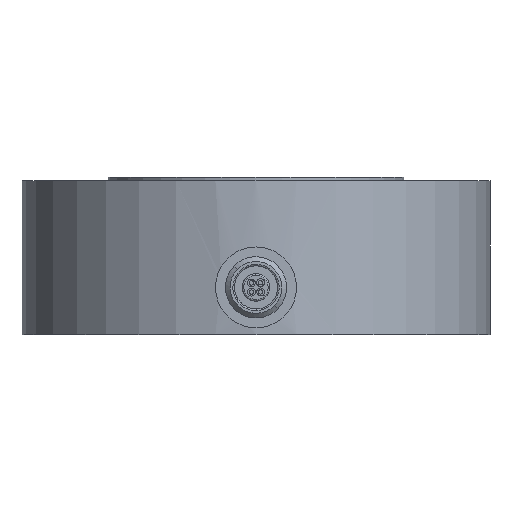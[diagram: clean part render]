
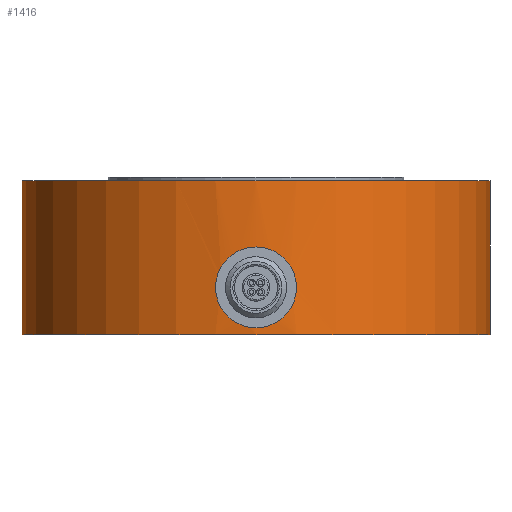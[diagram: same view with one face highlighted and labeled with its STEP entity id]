
A CAD part, front view. The second image highlights one B-rep face of the part: STEP entity #1416.
In plain terms, the highlighted cylindrical face has radius 37.846 mm (diameter 75.692 mm), a full revolution.
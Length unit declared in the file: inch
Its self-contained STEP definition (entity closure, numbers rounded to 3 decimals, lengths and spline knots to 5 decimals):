
#954=CARTESIAN_POINT('',(4.08569,-1.49,-1.77213));
#955=VERTEX_POINT('',#954);
#964=CARTESIAN_POINT('',(4.08569,-1.49,-1.31513));
#965=VERTEX_POINT('',#964);
#966=CARTESIAN_POINT('',(4.08569,-1.49,-1.31513));
#967=CARTESIAN_POINT('',(4.11443,-1.49,-1.31513));
#968=CARTESIAN_POINT('',(4.14505,-1.48908,-1.32088));
#969=CARTESIAN_POINT('',(4.20134,-1.48577,-1.34421));
#970=CARTESIAN_POINT('',(4.227,-1.48342,-1.36179));
#971=CARTESIAN_POINT('',(4.26752,-1.479,-1.40231));
#972=CARTESIAN_POINT('',(4.2851,-1.47664,-1.42798));
#973=CARTESIAN_POINT('',(4.30844,-1.4733,-1.48426));
#974=CARTESIAN_POINT('',(4.31419,-1.47237,-1.51489));
#975=CARTESIAN_POINT('',(4.31419,-1.47237,-1.54363));
#976=CARTESIAN_POINT('',(4.31419,-1.47237,-1.57237));
#977=CARTESIAN_POINT('',(4.30844,-1.4733,-1.60299));
#978=CARTESIAN_POINT('',(4.2851,-1.47664,-1.65927));
#979=CARTESIAN_POINT('',(4.26752,-1.479,-1.68494));
#980=CARTESIAN_POINT('',(4.227,-1.48342,-1.72546));
#981=CARTESIAN_POINT('',(4.20134,-1.48577,-1.74304));
#982=CARTESIAN_POINT('',(4.14505,-1.48908,-1.76637));
#983=CARTESIAN_POINT('',(4.11443,-1.49,-1.77213));
#984=CARTESIAN_POINT('',(4.08569,-1.49,-1.77213));
#985=B_SPLINE_CURVE_WITH_KNOTS('',3,(#966,#967,#968,#969,#970,#971,#972,#973,#974,#975,#976,#977,#978,#979,#980,#981,#982,#983,#984),.UNSPECIFIED.,.F.,.U.,(4,2,2,2,3,2,2,2,4),(1.03463,1.12085,1.20707,1.29329,1.37951,1.46573,1.55195,1.63817,1.72438),.UNSPECIFIED.);
#986=EDGE_CURVE('',#965,#955,#985,.T.);
#1021=CARTESIAN_POINT('',(4.08569,-1.49,-1.28613));
#1022=VERTEX_POINT('',#1021);
#1174=CARTESIAN_POINT('',(4.08569,-1.49,-1.80113));
#1175=VERTEX_POINT('',#1174);
#1198=CARTESIAN_POINT('',(4.08569,-1.49,-1.28613));
#1199=DIRECTION('',(0.0,0.0,-1.0));
#1200=VECTOR('',#1199,0.029);
#1201=LINE('',#1198,#1200);
#1202=EDGE_CURVE('',#1022,#965,#1201,.T.);
#1204=CARTESIAN_POINT('',(4.08569,-1.49,-1.28613));
#1205=DIRECTION('',(0.0,0.0,-1.0));
#1206=VECTOR('',#1205,0.029);
#1207=LINE('',#1204,#1206);
#1208=EDGE_CURVE('',#1022,#965,#1207,.T.);
#1239=CARTESIAN_POINT('',(4.08569,-1.49,-1.77213));
#1240=CARTESIAN_POINT('',(4.05695,-1.49,-1.77213));
#1241=CARTESIAN_POINT('',(4.02632,-1.48908,-1.76637));
#1242=CARTESIAN_POINT('',(3.97004,-1.48577,-1.74304));
#1243=CARTESIAN_POINT('',(3.94438,-1.48342,-1.72546));
#1244=CARTESIAN_POINT('',(3.90385,-1.479,-1.68494));
#1245=CARTESIAN_POINT('',(3.88627,-1.47664,-1.65927));
#1246=CARTESIAN_POINT('',(3.86294,-1.4733,-1.60299));
#1247=CARTESIAN_POINT('',(3.85719,-1.47237,-1.57237));
#1248=CARTESIAN_POINT('',(3.85719,-1.47237,-1.51489));
#1249=CARTESIAN_POINT('',(3.86294,-1.4733,-1.48426));
#1250=CARTESIAN_POINT('',(3.88627,-1.47664,-1.42798));
#1251=CARTESIAN_POINT('',(3.90385,-1.479,-1.40231));
#1252=CARTESIAN_POINT('',(3.94438,-1.48342,-1.36179));
#1253=CARTESIAN_POINT('',(3.97004,-1.48577,-1.34421));
#1254=CARTESIAN_POINT('',(4.02632,-1.48908,-1.32088));
#1255=CARTESIAN_POINT('',(4.05695,-1.49,-1.31513));
#1256=CARTESIAN_POINT('',(4.08569,-1.49,-1.31513));
#1257=B_SPLINE_CURVE_WITH_KNOTS('',3,(#1239,#1240,#1241,#1242,#1243,#1244,#1245,#1246,#1247,#1248,#1249,#1250,#1251,#1252,#1253,#1254,#1255,#1256),.UNSPECIFIED.,.F.,.U.,(4,2,2,2,2,2,2,2,4),(0.34488,0.4311,0.51731,0.60353,0.68975,0.77597,0.86219,0.94841,1.03463),.UNSPECIFIED.);
#1258=EDGE_CURVE('',#955,#965,#1257,.T.);
#1368=CARTESIAN_POINT('',(5.57569,0.,-0.86363));
#1369=VERTEX_POINT('',#1368);
#1370=CARTESIAN_POINT('',(4.08569,0.,-0.86363));
#1371=DIRECTION('',(0.0,0.0,-1.0));
#1372=DIRECTION('',(1.0,0.0,0.0));
#1373=AXIS2_PLACEMENT_3D('',#1370,#1371,#1372);
#1374=CIRCLE('',#1373,1.49);
#1375=EDGE_CURVE('',#1369,#1369,#1374,.T.);
#1384=CARTESIAN_POINT('',(4.08569,0.,-1.35363));
#1385=DIRECTION('',(0.0,0.,-1.0));
#1386=DIRECTION('',(1.0,0.0,0.0));
#1387=AXIS2_PLACEMENT_3D('',#1384,#1385,#1386);
#1388=CYLINDRICAL_SURFACE('',#1387,1.49);
#1389=CARTESIAN_POINT('',(5.57569,0.,-1.84363));
#1390=VERTEX_POINT('',#1389);
#1391=CARTESIAN_POINT('',(4.08569,0.,-1.84363));
#1392=DIRECTION('',(0.0,0.0,-1.0));
#1393=DIRECTION('',(1.0,0.0,0.0));
#1394=AXIS2_PLACEMENT_3D('',#1391,#1392,#1393);
#1395=CIRCLE('',#1394,1.49);
#1396=EDGE_CURVE('',#1390,#1390,#1395,.T.);
#1397=ORIENTED_EDGE('',*,*,#1396,.F.);
#1398=EDGE_LOOP('',(#1397));
#1399=FACE_OUTER_BOUND('',#1398,.T.);
#1400=ORIENTED_EDGE('',*,*,#1258,.T.);
#1401=ORIENTED_EDGE('',*,*,#1202,.F.);
#1402=ORIENTED_EDGE('',*,*,#1208,.T.);
#1403=ORIENTED_EDGE('',*,*,#986,.T.);
#1404=CARTESIAN_POINT('',(4.08569,-1.49,-1.77213));
#1405=DIRECTION('',(0.0,0.0,-1.0));
#1406=VECTOR('',#1405,0.029);
#1407=LINE('',#1404,#1406);
#1408=EDGE_CURVE('',#955,#1175,#1407,.T.);
#1409=ORIENTED_EDGE('',*,*,#1408,.T.);
#1410=ORIENTED_EDGE('',*,*,#1408,.F.);
#1411=EDGE_LOOP('',(#1400,#1401,#1402,#1403,#1409,#1410));
#1412=FACE_BOUND('',#1411,.T.);
#1413=ORIENTED_EDGE('',*,*,#1375,.T.);
#1414=EDGE_LOOP('',(#1413));
#1415=FACE_BOUND('',#1414,.T.);
#1416=ADVANCED_FACE('',(#1399,#1412,#1415),#1388,.T.);
